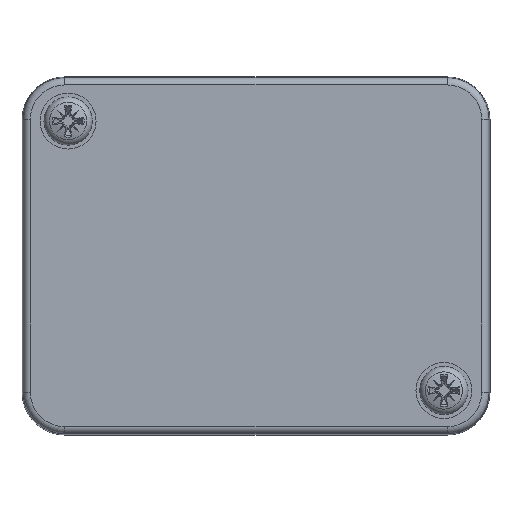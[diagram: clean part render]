
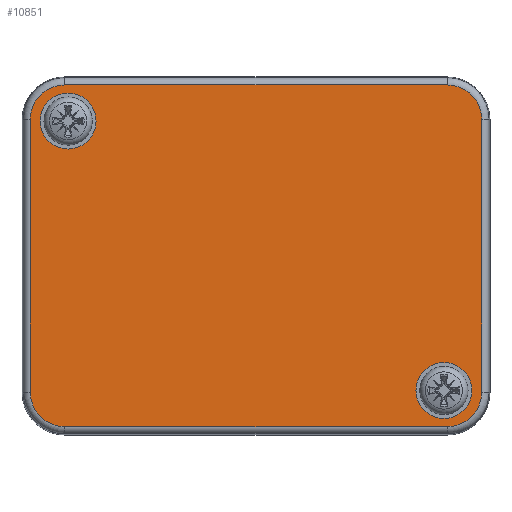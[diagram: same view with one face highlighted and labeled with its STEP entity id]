
A CAD part, top view. The second image highlights one B-rep face of the part: STEP entity #10851.
In plain terms, the highlighted face is planar.
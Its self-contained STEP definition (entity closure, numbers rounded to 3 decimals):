
#407=FACE_BOUND('',#1826,.T.);
#408=FACE_BOUND('',#1827,.T.);
#506=PLANE('',#11997);
#1105=FACE_OUTER_BOUND('',#1825,.T.);
#1825=EDGE_LOOP('',(#8345,#8346,#8347,#8348,#8349,#8350,#8351,#8352));
#1826=EDGE_LOOP('',(#8353));
#1827=EDGE_LOOP('',(#8354));
#2583=LINE('',#17859,#3269);
#2585=LINE('',#17871,#3271);
#2587=LINE('',#17883,#3273);
#2589=LINE('',#17892,#3275);
#3269=VECTOR('',#14360,10.);
#3271=VECTOR('',#14374,10.);
#3273=VECTOR('',#14388,10.);
#3275=VECTOR('',#14400,10.);
#3800=CIRCLE('',#11722,3.95);
#3802=CIRCLE('',#11726,3.95);
#3935=CIRCLE('',#11971,4.834);
#3941=CIRCLE('',#11979,4.834);
#3945=CIRCLE('',#11985,4.834);
#3949=CIRCLE('',#11991,4.834);
#4646=VERTEX_POINT('',#17288);
#4648=VERTEX_POINT('',#17295);
#4814=VERTEX_POINT('',#17847);
#4815=VERTEX_POINT('',#17849);
#4817=VERTEX_POINT('',#17855);
#4819=VERTEX_POINT('',#17861);
#4821=VERTEX_POINT('',#17867);
#4823=VERTEX_POINT('',#17873);
#4825=VERTEX_POINT('',#17879);
#4827=VERTEX_POINT('',#17885);
#5781=EDGE_CURVE('',#4646,#4646,#3800,.T.);
#5784=EDGE_CURVE('',#4648,#4648,#3802,.T.);
#6059=EDGE_CURVE('',#4814,#4815,#3935,.T.);
#6064=EDGE_CURVE('',#4815,#4817,#2583,.T.);
#6067=EDGE_CURVE('',#4817,#4819,#3941,.T.);
#6070=EDGE_CURVE('',#4819,#4821,#2585,.T.);
#6073=EDGE_CURVE('',#4821,#4823,#3945,.T.);
#6076=EDGE_CURVE('',#4823,#4825,#2587,.T.);
#6079=EDGE_CURVE('',#4825,#4827,#3949,.T.);
#6081=EDGE_CURVE('',#4827,#4814,#2589,.T.);
#8345=ORIENTED_EDGE('',*,*,#6059,.F.);
#8346=ORIENTED_EDGE('',*,*,#6081,.F.);
#8347=ORIENTED_EDGE('',*,*,#6079,.F.);
#8348=ORIENTED_EDGE('',*,*,#6076,.F.);
#8349=ORIENTED_EDGE('',*,*,#6073,.F.);
#8350=ORIENTED_EDGE('',*,*,#6070,.F.);
#8351=ORIENTED_EDGE('',*,*,#6067,.F.);
#8352=ORIENTED_EDGE('',*,*,#6064,.F.);
#8353=ORIENTED_EDGE('',*,*,#5781,.T.);
#8354=ORIENTED_EDGE('',*,*,#5784,.T.);
#10851=ADVANCED_FACE('',(#1105,#407,#408),#506,.F.);
#11722=AXIS2_PLACEMENT_3D('',#17289,#13708,#13709);
#11726=AXIS2_PLACEMENT_3D('',#17296,#13717,#13718);
#11971=AXIS2_PLACEMENT_3D('',#17850,#14349,#14350);
#11979=AXIS2_PLACEMENT_3D('',#17865,#14367,#14368);
#11985=AXIS2_PLACEMENT_3D('',#17877,#14381,#14382);
#11991=AXIS2_PLACEMENT_3D('',#17889,#14395,#14396);
#11997=AXIS2_PLACEMENT_3D('',#17902,#14414,#14415);
#13708=DIRECTION('center_axis',(0.,0.,1.));
#13709=DIRECTION('ref_axis',(1.,0.,0.));
#13717=DIRECTION('center_axis',(0.,0.,1.));
#13718=DIRECTION('ref_axis',(1.,0.,0.));
#14349=DIRECTION('center_axis',(0.,0.,1.));
#14350=DIRECTION('ref_axis',(0.707,0.707,0.));
#14360=DIRECTION('',(-1.,0.,0.));
#14367=DIRECTION('center_axis',(0.,0.,1.));
#14368=DIRECTION('ref_axis',(-0.707,0.707,0.));
#14374=DIRECTION('',(0.,-1.,0.));
#14381=DIRECTION('center_axis',(0.,0.,1.));
#14382=DIRECTION('ref_axis',(-0.707,-0.707,0.));
#14388=DIRECTION('',(1.,0.,0.));
#14395=DIRECTION('center_axis',(0.,0.,1.));
#14396=DIRECTION('ref_axis',(0.707,-0.707,0.));
#14400=DIRECTION('',(0.,1.,0.));
#14414=DIRECTION('center_axis',(0.,0.,1.));
#14415=DIRECTION('ref_axis',(1.,0.,0.));
#17288=CARTESIAN_POINT('',(22.55,19.,-20.));
#17289=CARTESIAN_POINT('Origin',(26.5,19.,-20.));
#17295=CARTESIAN_POINT('',(-30.45,-19.,-20.));
#17296=CARTESIAN_POINT('Origin',(-26.5,-19.,-20.));
#17847=CARTESIAN_POINT('',(31.834,19.25,-20.));
#17849=CARTESIAN_POINT('',(27.,24.084,-20.));
#17850=CARTESIAN_POINT('Origin',(27.,19.25,-20.));
#17855=CARTESIAN_POINT('',(-27.,24.084,-20.));
#17859=CARTESIAN_POINT('',(13.5,24.084,-20.));
#17861=CARTESIAN_POINT('',(-31.834,19.25,-20.));
#17865=CARTESIAN_POINT('Origin',(-27.,19.25,-20.));
#17867=CARTESIAN_POINT('',(-31.834,-19.25,-20.));
#17871=CARTESIAN_POINT('',(-31.834,9.625,-20.));
#17873=CARTESIAN_POINT('',(-27.,-24.084,-20.));
#17877=CARTESIAN_POINT('Origin',(-27.,-19.25,-20.));
#17879=CARTESIAN_POINT('',(27.,-24.084,-20.));
#17883=CARTESIAN_POINT('',(-13.5,-24.084,-20.));
#17885=CARTESIAN_POINT('',(31.834,-19.25,-20.));
#17889=CARTESIAN_POINT('Origin',(27.,-19.25,-20.));
#17892=CARTESIAN_POINT('',(31.834,-9.625,-20.));
#17902=CARTESIAN_POINT('Origin',(0.,0.,
-20.));
